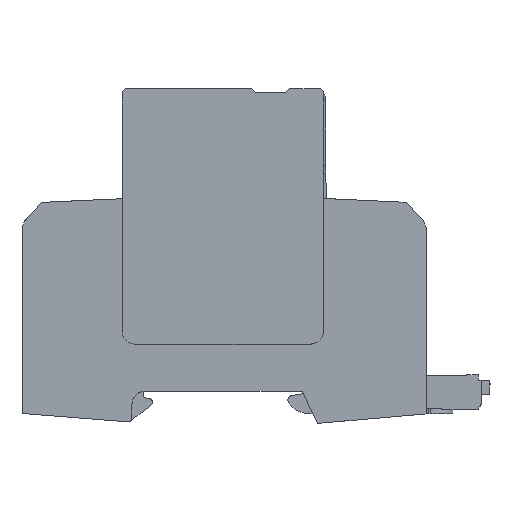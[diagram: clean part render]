
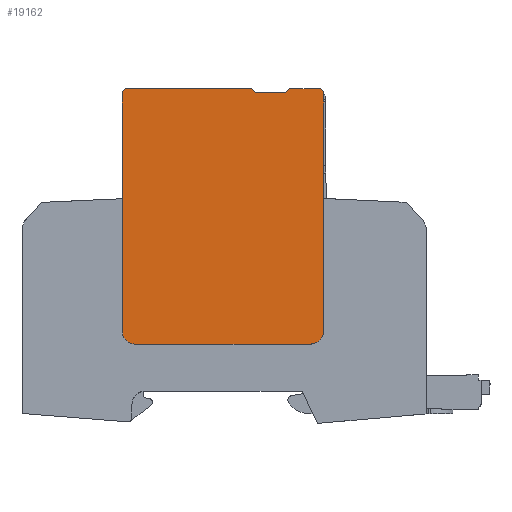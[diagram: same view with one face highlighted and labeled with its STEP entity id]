
A CAD part, left-side view. The second image highlights one B-rep face of the part: STEP entity #19162.
In plain terms, the highlighted planar face has unit normal (-1, 0, 0).
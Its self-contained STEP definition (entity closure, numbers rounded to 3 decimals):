
#19065=AXIS2_PLACEMENT_3D('Plane Axis2P3D',#19062,#19063,#19064) ;
#18880=CARTESIAN_POINT('Vertex',(0.,52.327,73.853)) ;
#18894=CARTESIAN_POINT('Vertex',(0.,53.227,74.753)) ;
#18897=CARTESIAN_POINT('Line Origine',(0.,52.777,74.303)) ;
#19035=CARTESIAN_POINT('Line Origine',(0.,81.752,74.378)) ;
#19039=CARTESIAN_POINT('Vertex',(0.,82.127,74.003)) ;
#19041=CARTESIAN_POINT('Vertex',(0.,81.377,74.753)) ;
#19062=CARTESIAN_POINT('Axis2P3D Location',(0.,81.127,17.703)) ;
#19068=CARTESIAN_POINT('Control Point',(0.,82.127,74.003)) ;
#19069=CARTESIAN_POINT('Control Point',(0.,82.127,63.343)) ;
#19070=CARTESIAN_POINT('Control Point',(0.,82.127,52.683)) ;
#19071=CARTESIAN_POINT('Control Point',(0.,82.127,42.023)) ;
#19072=CARTESIAN_POINT('Control Point',(0.,82.127,31.363)) ;
#19073=CARTESIAN_POINT('Control Point',(0.,82.127,20.703)) ;
#19074=CARTESIAN_POINT('Vertex',(0.,82.127,20.703)) ;
#19078=CARTESIAN_POINT('Control Point',(0.,82.127,20.703)) ;
#19079=CARTESIAN_POINT('Control Point',(0.,82.127,19.76)) ;
#19080=CARTESIAN_POINT('Control Point',(0.,81.758,18.817)) ;
#19081=CARTESIAN_POINT('Control Point',(0.,81.013,18.072)) ;
#19082=CARTESIAN_POINT('Control Point',(0.,80.07,17.703)) ;
#19083=CARTESIAN_POINT('Control Point',(0.,79.127,17.703)) ;
#19084=CARTESIAN_POINT('Vertex',(0.,79.127,17.703)) ;
#19088=CARTESIAN_POINT('Control Point',(0.,79.127,17.703)) ;
#19089=CARTESIAN_POINT('Control Point',(0.,71.327,17.703)) ;
#19090=CARTESIAN_POINT('Control Point',(0.,63.527,17.703)) ;
#19091=CARTESIAN_POINT('Control Point',(0.,55.727,17.703)) ;
#19092=CARTESIAN_POINT('Control Point',(0.,47.927,17.703)) ;
#19093=CARTESIAN_POINT('Control Point',(0.,40.127,17.703)) ;
#19094=CARTESIAN_POINT('Vertex',(0.,40.127,17.703)) ;
#19098=CARTESIAN_POINT('Control Point',(0.,40.127,17.703)) ;
#19099=CARTESIAN_POINT('Control Point',(0.,39.185,17.703)) ;
#19100=CARTESIAN_POINT('Control Point',(0.,38.241,18.072)) ;
#19101=CARTESIAN_POINT('Control Point',(0.,37.496,18.817)) ;
#19102=CARTESIAN_POINT('Control Point',(0.,37.127,19.76)) ;
#19103=CARTESIAN_POINT('Control Point',(0.,37.127,20.703)) ;
#19104=CARTESIAN_POINT('Vertex',(0.,37.127,20.703)) ;
#19108=CARTESIAN_POINT('Control Point',(0.,37.127,20.703)) ;
#19109=CARTESIAN_POINT('Control Point',(0.,37.127,31.363)) ;
#19110=CARTESIAN_POINT('Control Point',(0.,37.127,42.023)) ;
#19111=CARTESIAN_POINT('Control Point',(0.,37.127,52.683)) ;
#19112=CARTESIAN_POINT('Control Point',(0.,37.127,63.343)) ;
#19113=CARTESIAN_POINT('Control Point',(0.,37.127,74.003)) ;
#19114=CARTESIAN_POINT('Vertex',(0.,37.127,74.003)) ;
#19117=CARTESIAN_POINT('Line Origine',(0.,37.502,74.378)) ;
#19121=CARTESIAN_POINT('Vertex',(0.,37.877,74.753)) ;
#19124=CARTESIAN_POINT('Line Origine',(0.,41.302,74.753)) ;
#19128=CARTESIAN_POINT('Vertex',(0.,44.727,74.753)) ;
#19131=CARTESIAN_POINT('Line Origine',(0.,45.177,74.303)) ;
#19135=CARTESIAN_POINT('Vertex',(0.,45.627,73.853)) ;
#19138=CARTESIAN_POINT('Line Origine',(0.,48.977,73.853)) ;
#19143=CARTESIAN_POINT('Line Origine',(0.,67.302,74.753)) ;
#18898=DIRECTION('Vector Direction',(0.,0.707,0.707)) ;
#19036=DIRECTION('Vector Direction',(0.,-0.707,0.707)) ;
#19063=DIRECTION('Axis2P3D Direction',(-1.,0.,0.)) ;
#19064=DIRECTION('Axis2P3D XDirection',(0.,1.,0.)) ;
#19118=DIRECTION('Vector Direction',(0.,-0.707,-0.707)) ;
#19125=DIRECTION('Vector Direction',(0.,1.,0.)) ;
#19132=DIRECTION('Vector Direction',(0.,0.707,-0.707)) ;
#19139=DIRECTION('Vector Direction',(0.,1.,0.)) ;
#19144=DIRECTION('Vector Direction',(0.,1.,0.)) ;
#18899=VECTOR('Line Direction',#18898,1.) ;
#19037=VECTOR('Line Direction',#19036,1.) ;
#19119=VECTOR('Line Direction',#19118,1.) ;
#19126=VECTOR('Line Direction',#19125,1.) ;
#19133=VECTOR('Line Direction',#19132,1.) ;
#19140=VECTOR('Line Direction',#19139,1.) ;
#19145=VECTOR('Line Direction',#19144,1.) ;
#19149=ORIENTED_EDGE('',*,*,#19076,.T.) ;
#19150=ORIENTED_EDGE('',*,*,#19086,.T.) ;
#19151=ORIENTED_EDGE('',*,*,#19096,.T.) ;
#19152=ORIENTED_EDGE('',*,*,#19106,.T.) ;
#19153=ORIENTED_EDGE('',*,*,#19116,.T.) ;
#19154=ORIENTED_EDGE('',*,*,#19123,.F.) ;
#19155=ORIENTED_EDGE('',*,*,#19130,.T.) ;
#19156=ORIENTED_EDGE('',*,*,#19137,.T.) ;
#19157=ORIENTED_EDGE('',*,*,#19142,.T.) ;
#19158=ORIENTED_EDGE('',*,*,#18901,.T.) ;
#19159=ORIENTED_EDGE('',*,*,#19147,.T.) ;
#19160=ORIENTED_EDGE('',*,*,#19043,.F.) ;
#19162=ADVANCED_FACE('ABLEITER_1',(#19161),#19066,.T.) ;
#19067=B_SPLINE_CURVE_WITH_KNOTS('',5,(#19068,#19069,#19070,#19071,#19072,#19073),.UNSPECIFIED.,.F.,.U.,(6,6),(0.65,53.95),.UNSPECIFIED.) ;
#19077=B_SPLINE_CURVE_WITH_KNOTS('',5,(#19078,#19079,#19080,#19081,#19082,#19083),.UNSPECIFIED.,.F.,.U.,(6,6),(0.,4.965),.UNSPECIFIED.) ;
#19087=B_SPLINE_CURVE_WITH_KNOTS('',5,(#19088,#19089,#19090,#19091,#19092,#19093),.UNSPECIFIED.,.F.,.U.,(6,6),(0.,39.),.UNSPECIFIED.) ;
#19097=B_SPLINE_CURVE_WITH_KNOTS('',5,(#19098,#19099,#19100,#19101,#19102,#19103),.UNSPECIFIED.,.F.,.U.,(6,6),(0.,4.965),.UNSPECIFIED.) ;
#19107=B_SPLINE_CURVE_WITH_KNOTS('',5,(#19108,#19109,#19110,#19111,#19112,#19113),.UNSPECIFIED.,.F.,.U.,(6,6),(0.,53.3),.UNSPECIFIED.) ;
#18901=EDGE_CURVE('',#18881,#18895,#18900,.T.) ;
#19043=EDGE_CURVE('',#19040,#19042,#19038,.T.) ;
#19076=EDGE_CURVE('',#19040,#19075,#19067,.T.) ;
#19086=EDGE_CURVE('',#19075,#19085,#19077,.T.) ;
#19096=EDGE_CURVE('',#19085,#19095,#19087,.T.) ;
#19106=EDGE_CURVE('',#19095,#19105,#19097,.T.) ;
#19116=EDGE_CURVE('',#19105,#19115,#19107,.T.) ;
#19123=EDGE_CURVE('',#19122,#19115,#19120,.T.) ;
#19130=EDGE_CURVE('',#19122,#19129,#19127,.T.) ;
#19137=EDGE_CURVE('',#19129,#19136,#19134,.T.) ;
#19142=EDGE_CURVE('',#19136,#18881,#19141,.T.) ;
#19147=EDGE_CURVE('',#18895,#19042,#19146,.T.) ;
#19148=EDGE_LOOP('',(#19149,#19150,#19151,#19152,#19153,#19154,#19155,#19156,#19157,#19158,#19159,#19160)) ;
#19161=FACE_OUTER_BOUND('',#19148,.T.) ;
#18900=LINE('Line',#18897,#18899) ;
#19038=LINE('Line',#19035,#19037) ;
#19120=LINE('Line',#19117,#19119) ;
#19127=LINE('Line',#19124,#19126) ;
#19134=LINE('Line',#19131,#19133) ;
#19141=LINE('Line',#19138,#19140) ;
#19146=LINE('Line',#19143,#19145) ;
#19066=PLANE('',#19065) ;
#18881=VERTEX_POINT('',#18880) ;
#18895=VERTEX_POINT('',#18894) ;
#19040=VERTEX_POINT('',#19039) ;
#19042=VERTEX_POINT('',#19041) ;
#19075=VERTEX_POINT('',#19074) ;
#19085=VERTEX_POINT('',#19084) ;
#19095=VERTEX_POINT('',#19094) ;
#19105=VERTEX_POINT('',#19104) ;
#19115=VERTEX_POINT('',#19114) ;
#19122=VERTEX_POINT('',#19121) ;
#19129=VERTEX_POINT('',#19128) ;
#19136=VERTEX_POINT('',#19135) ;
